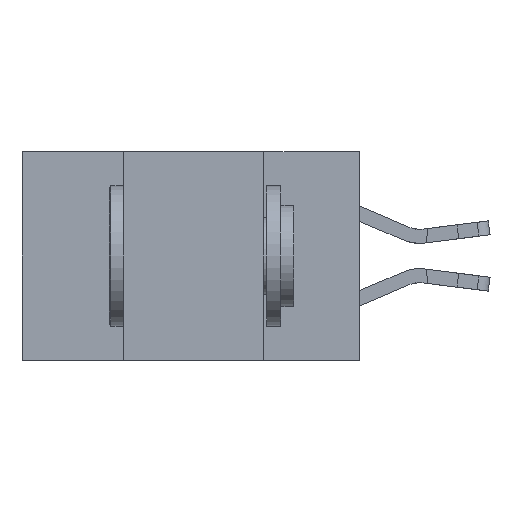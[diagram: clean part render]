
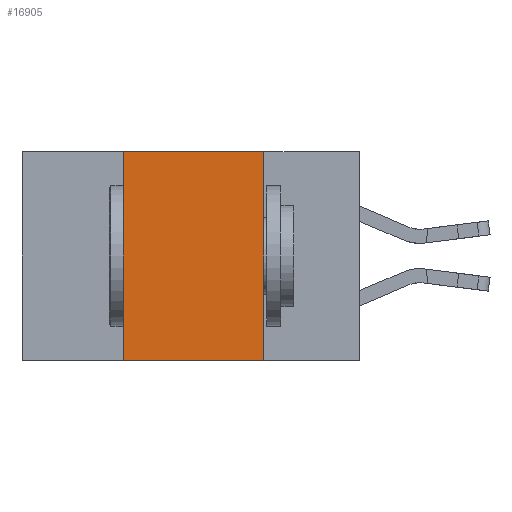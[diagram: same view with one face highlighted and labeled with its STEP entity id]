
A CAD part, left-side view. The second image highlights one B-rep face of the part: STEP entity #16905.
In plain terms, the highlighted planar face has unit normal (-1, 0, 0).
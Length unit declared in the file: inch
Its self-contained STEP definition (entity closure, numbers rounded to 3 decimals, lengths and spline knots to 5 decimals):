
#708 = CARTESIAN_POINT ( 'NONE',  ( 0., 0.42, 0. ) ) ;
#1303 = VECTOR ( 'NONE', #33891, 39.37008 ) ;
#3722 = CARTESIAN_POINT ( 'NONE',  ( 0., 0.42, 0. ) ) ;
#3771 = CARTESIAN_POINT ( 'NONE',  ( 0., 0.6, 0. ) ) ;
#3974 = ORIENTED_EDGE ( 'NONE', *, *, #4234, .F. ) ;
#4234 = EDGE_CURVE ( 'NONE', #14318, #30165, #36591, .T. ) ;
#5082 = CARTESIAN_POINT ( 'NONE',  ( 0., 0.42, -0.37 ) ) ;
#7379 = LINE ( 'NONE', #3722, #22329 ) ;
#7566 = VECTOR ( 'NONE', #20605, 39.37008 ) ;
#7668 = CARTESIAN_POINT ( 'NONE',  ( 0., 0.6, -0.37 ) ) ;
#12293 = VERTEX_POINT ( 'NONE', #26147 ) ;
#12571 = VERTEX_POINT ( 'NONE', #5082 ) ;
#14318 = VERTEX_POINT ( 'NONE', #708 ) ;
#14883 = FACE_OUTER_BOUND ( 'NONE', #34283, .T. ) ;
#15013 = DIRECTION ( 'NONE',  ( 1., 0., 0. ) ) ;
#16905 = ADVANCED_FACE ( 'NONE', ( #14883 ), #28892, .F. ) ;
#16910 = EDGE_CURVE ( 'NONE', #12571, #14318, #7379, .T. ) ;
#18331 = EDGE_CURVE ( 'NONE', #12571, #12293, #21366, .T. ) ;
#19880 = CARTESIAN_POINT ( 'NONE',  ( 0., 0.17, 0. ) ) ;
#20605 = DIRECTION ( 'NONE',  ( 0., -1., 0. ) ) ;
#21366 = LINE ( 'NONE', #7668, #27053 ) ;
#21804 = DIRECTION ( 'NONE',  ( 0., -1., 0. ) ) ;
#22329 = VECTOR ( 'NONE', #23470, 39.37008 ) ;
#23470 = DIRECTION ( 'NONE',  ( 0., 0., 1. ) ) ;
#23747 = EDGE_CURVE ( 'NONE', #30165, #12293, #23945, .T. ) ;
#23945 = LINE ( 'NONE', #19880, #1303 ) ;
#25594 = ORIENTED_EDGE ( 'NONE', *, *, #23747, .F. ) ;
#25596 = ORIENTED_EDGE ( 'NONE', *, *, #16910, .F. ) ;
#26147 = CARTESIAN_POINT ( 'NONE',  ( 0., 0.17, -0.37 ) ) ;
#27053 = VECTOR ( 'NONE', #21804, 39.37008 ) ;
#28892 = PLANE ( 'NONE',  #32460 ) ;
#30118 = CARTESIAN_POINT ( 'NONE',  ( 0., 0.17, 0. ) ) ;
#30165 = VERTEX_POINT ( 'NONE', #30118 ) ;
#31871 = CARTESIAN_POINT ( 'NONE',  ( 0., 0.6, 0. ) ) ;
#32460 = AXIS2_PLACEMENT_3D ( 'NONE', #31871, #15013, #34682 ) ;
#33891 = DIRECTION ( 'NONE',  ( 0., 0., -1. ) ) ;
#34283 = EDGE_LOOP ( 'NONE', ( #25594, #3974, #25596, #34881 ) ) ;
#34682 = DIRECTION ( 'NONE',  ( 0., 0., -1. ) ) ;
#34881 = ORIENTED_EDGE ( 'NONE', *, *, #18331, .T. ) ;
#36591 = LINE ( 'NONE', #3771, #7566 ) ;
